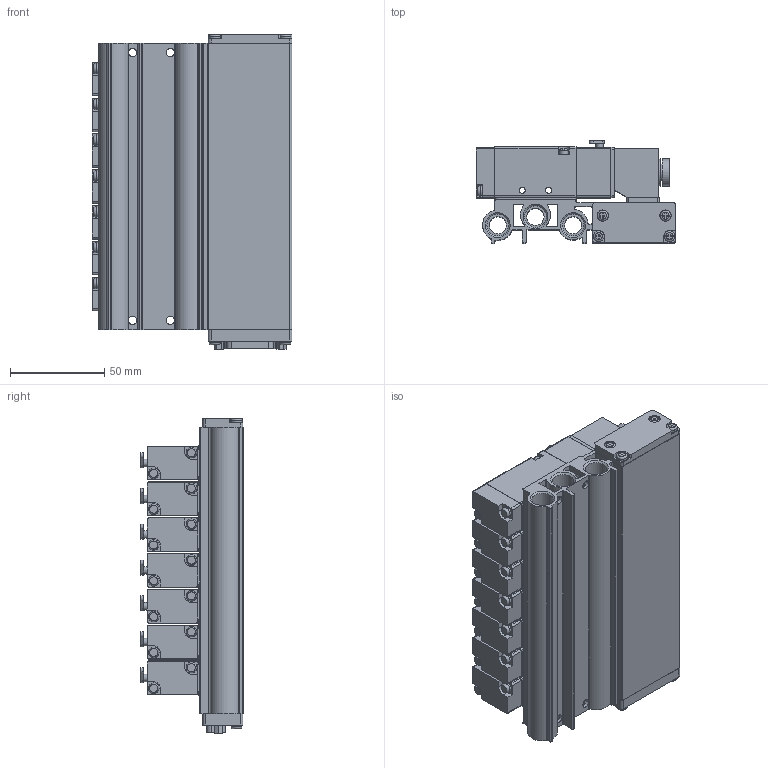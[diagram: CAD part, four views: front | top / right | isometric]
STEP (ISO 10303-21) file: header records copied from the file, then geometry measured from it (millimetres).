
FILE_DESCRIPTION(/* description */ ('STEP AP203'),/* implementation_level */ '2;1');
FILE_NAME(/* name */ 'S1R-7-06E4(SSSSSSS)',/* time_stamp */ '2025-03-19T21:28:36+01:00',/* author */ ('License CC BY-ND 4.0'),/* organization */ ('CADENAS'),/* preprocessor_version */ 'ST-DEVELOPER v19.3',/* originating_system */ 'PARTsolutions',/* authorisation */ ' ');
FILE_SCHEMA (('CONFIG_CONTROL_DESIGN'));
Length unit declared in the file: millimetre
Products named in the file (4): S1R-7-06E4(SSSSSSS); S1R-7-06E4(SSSSSSS)S_dummy; RV521-7F(M5); RV5211C06E1_SR
Assembly tree (9 placements, depth 2):
  S1R-7-06E4(SSSSSSS)
    S1R-7-06E4(SSSSSSS)S_dummy
    RV521-7F(M5)
    RV5211C06E1_SR  x7
Bounding box: 106 x 54.4 x 167.1 mm (x, y, z)
Volume: 559790.7 mm3; surface area: 171946.4 mm2
Topology: 8 solids, 29 shells, 1495 faces, 3616 edges, 2355 vertices
Faces by surface type: plane 887, cylinder 478, torus 62, cone 54, sphere 14
Full cylindrical faces by diameter (mm): 1 x15, 2.459 x16, 3.3 x28, 3.4 x7, 4 x7, 4.5 x4, 4.6 x14, 5.6 x14, 5.8 x6, 6 x2, 8 x7, 8.566 x35, 9.157 x3, 9.2 x7, 11.445 x6, 14 x7, 14.2 x14
Entity records: 15121 total; most frequent: CARTESIAN_POINT 2796, DIRECTION 2598, ORIENTED_EDGE 2264, EDGE_CURVE 1132, AXIS2_PLACEMENT_3D 958, VERTEX_POINT 818, EDGE_LOOP 780, FACE_BOUND 780
